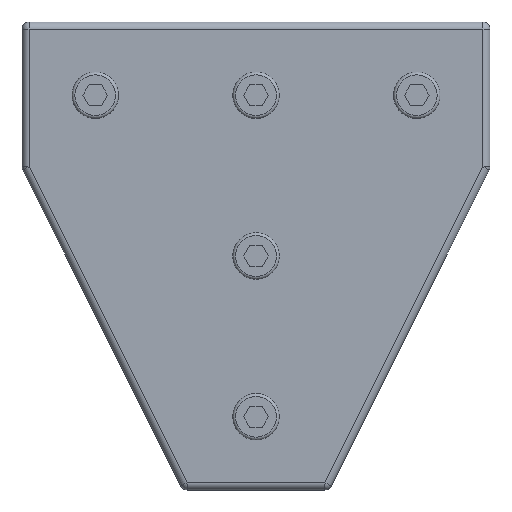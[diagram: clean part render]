
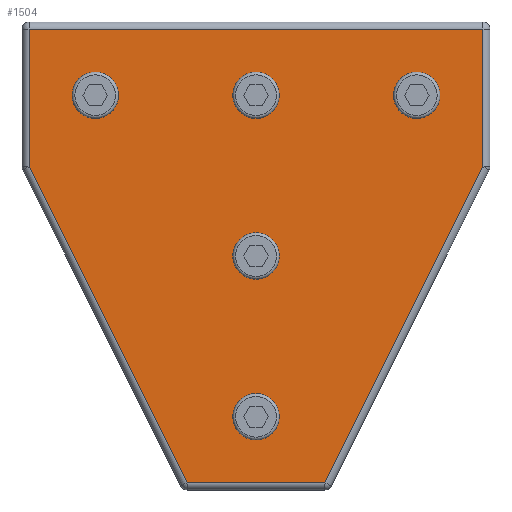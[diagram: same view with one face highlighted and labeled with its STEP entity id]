
A CAD part, front view. The second image highlights one B-rep face of the part: STEP entity #1504.
In plain terms, the highlighted planar face has unit normal (0, -1, 0).
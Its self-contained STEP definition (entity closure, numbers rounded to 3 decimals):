
#41=FACE_BOUND('',#226,.T.);
#42=FACE_BOUND('',#227,.T.);
#43=FACE_BOUND('',#228,.T.);
#44=FACE_BOUND('',#229,.T.);
#45=FACE_BOUND('',#230,.T.);
#61=PLANE('',#1634);
#124=FACE_OUTER_BOUND('',#225,.T.);
#225=EDGE_LOOP('',(#1064,#1065,#1066,#1067,#1068,#1069));
#226=EDGE_LOOP('',(#1070));
#227=EDGE_LOOP('',(#1071));
#228=EDGE_LOOP('',(#1072));
#229=EDGE_LOOP('',(#1073));
#230=EDGE_LOOP('',(#1074));
#346=LINE('',#2320,#486);
#347=LINE('',#2322,#487);
#348=LINE('',#2324,#488);
#349=LINE('',#2326,#489);
#350=LINE('',#2328,#490);
#351=LINE('',#2329,#491);
#486=VECTOR('',#1833,1000.);
#487=VECTOR('',#1834,1000.);
#488=VECTOR('',#1835,1000.);
#489=VECTOR('',#1836,1000.);
#490=VECTOR('',#1837,1000.);
#491=VECTOR('',#1838,1000.);
#621=CIRCLE('',#1620,4.5);
#623=CIRCLE('',#1623,4.5);
#625=CIRCLE('',#1626,4.5);
#627=CIRCLE('',#1629,4.5);
#629=CIRCLE('',#1632,4.5);
#695=VERTEX_POINT('',#2288);
#697=VERTEX_POINT('',#2294);
#699=VERTEX_POINT('',#2300);
#701=VERTEX_POINT('',#2306);
#703=VERTEX_POINT('',#2312);
#705=VERTEX_POINT('',#2318);
#706=VERTEX_POINT('',#2319);
#707=VERTEX_POINT('',#2321);
#708=VERTEX_POINT('',#2323);
#709=VERTEX_POINT('',#2325);
#710=VERTEX_POINT('',#2327);
#830=EDGE_CURVE('',#695,#695,#621,.T.);
#833=EDGE_CURVE('',#697,#697,#623,.T.);
#836=EDGE_CURVE('',#699,#699,#625,.T.);
#839=EDGE_CURVE('',#701,#701,#627,.T.);
#842=EDGE_CURVE('',#703,#703,#629,.T.);
#845=EDGE_CURVE('',#705,#706,#346,.T.);
#846=EDGE_CURVE('',#706,#707,#347,.T.);
#847=EDGE_CURVE('',#707,#708,#348,.T.);
#848=EDGE_CURVE('',#708,#709,#349,.T.);
#849=EDGE_CURVE('',#709,#710,#350,.T.);
#850=EDGE_CURVE('',#710,#705,#351,.T.);
#1064=ORIENTED_EDGE('',*,*,#845,.T.);
#1065=ORIENTED_EDGE('',*,*,#846,.T.);
#1066=ORIENTED_EDGE('',*,*,#847,.T.);
#1067=ORIENTED_EDGE('',*,*,#848,.T.);
#1068=ORIENTED_EDGE('',*,*,#849,.T.);
#1069=ORIENTED_EDGE('',*,*,#850,.T.);
#1070=ORIENTED_EDGE('',*,*,#833,.F.);
#1071=ORIENTED_EDGE('',*,*,#842,.F.);
#1072=ORIENTED_EDGE('',*,*,#836,.F.);
#1073=ORIENTED_EDGE('',*,*,#830,.F.);
#1074=ORIENTED_EDGE('',*,*,#839,.F.);
#1504=ADVANCED_FACE('',(#124,#41,#42,#43,#44,#45),#61,.T.);
#1620=AXIS2_PLACEMENT_3D('',#2289,#1798,#1799);
#1623=AXIS2_PLACEMENT_3D('',#2295,#1805,#1806);
#1626=AXIS2_PLACEMENT_3D('',#2301,#1812,#1813);
#1629=AXIS2_PLACEMENT_3D('',#2307,#1819,#1820);
#1632=AXIS2_PLACEMENT_3D('',#2313,#1826,#1827);
#1634=AXIS2_PLACEMENT_3D('',#2317,#1831,#1832);
#1798=DIRECTION('center_axis',(0.,-1.,0.));
#1799=DIRECTION('ref_axis',(0.,0.,
-1.));
#1805=DIRECTION('center_axis',(0.,-1.,0.));
#1806=DIRECTION('ref_axis',(0.,0.,
-1.));
#1812=DIRECTION('center_axis',(0.,-1.,0.));
#1813=DIRECTION('ref_axis',(0.,0.,
-1.));
#1819=DIRECTION('center_axis',(0.,-1.,0.));
#1820=DIRECTION('ref_axis',(0.,0.,
-1.));
#1826=DIRECTION('center_axis',(0.,-1.,0.));
#1827=DIRECTION('ref_axis',(0.,0.,
-1.));
#1831=DIRECTION('center_axis',(0.,-1.,0.));
#1832=DIRECTION('ref_axis',(0.,0.,1.));
#1833=DIRECTION('',(-1.,0.,0.));
#1834=DIRECTION('',(0.,0.,-1.));
#1835=DIRECTION('',(0.447,0.,-0.894));
#1836=DIRECTION('',(1.,0.,0.));
#1837=DIRECTION('',(0.447,0.,0.894));
#1838=DIRECTION('',(0.,0.,1.));
#2288=CARTESIAN_POINT('',(0.,-369.574,409.172));
#2289=CARTESIAN_POINT('Origin',(0.,-369.574,
404.672));
#2294=CARTESIAN_POINT('',(0.,-369.574,319.172));
#2295=CARTESIAN_POINT('Origin',(0.,-369.574,
314.672));
#2300=CARTESIAN_POINT('',(-45.,-369.574,409.172));
#2301=CARTESIAN_POINT('Origin',(-45.,-369.574,404.672));
#2306=CARTESIAN_POINT('',(45.,-369.574,409.172));
#2307=CARTESIAN_POINT('Origin',(45.,-369.574,404.672));
#2312=CARTESIAN_POINT('',(0.,-369.574,364.172));
#2313=CARTESIAN_POINT('Origin',(0.,-369.574,
359.672));
#2317=CARTESIAN_POINT('Origin',(-86.,-369.574,425.172));
#2318=CARTESIAN_POINT('',(63.5,-369.574,423.172));
#2319=CARTESIAN_POINT('',(-63.5,-369.574,423.172));
#2320=CARTESIAN_POINT('',(-63.5,-369.574,423.172));
#2321=CARTESIAN_POINT('',(-63.5,-369.574,384.644));
#2322=CARTESIAN_POINT('',(-63.5,-369.574,384.644));
#2323=CARTESIAN_POINT('',(-19.264,-369.574,296.172));
#2324=CARTESIAN_POINT('',(-19.264,-369.574,296.172));
#2325=CARTESIAN_POINT('',(19.264,-369.574,296.172));
#2326=CARTESIAN_POINT('',(19.264,-369.574,296.172));
#2327=CARTESIAN_POINT('',(63.5,-369.574,384.644));
#2328=CARTESIAN_POINT('',(63.5,-369.574,384.644));
#2329=CARTESIAN_POINT('',(63.5,-369.574,423.172));
